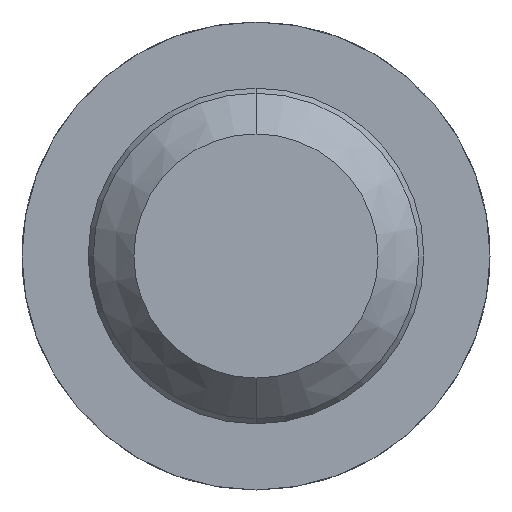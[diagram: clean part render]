
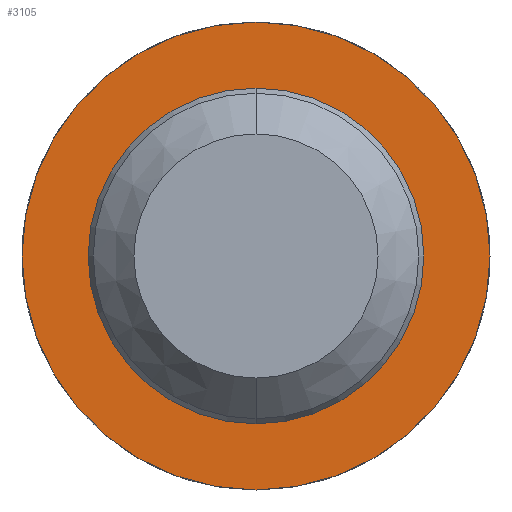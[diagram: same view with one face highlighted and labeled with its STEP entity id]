
A CAD part, front view. The second image highlights one B-rep face of the part: STEP entity #3105.
In plain terms, the highlighted planar face has unit normal (0, -1, 0).
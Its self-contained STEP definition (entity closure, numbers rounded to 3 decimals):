
#97 = CIRCLE ( 'NONE', #3395, 1.15 ) ;
#109 = FACE_BOUND ( 'NONE', #4221, .T. ) ;
#368 = CARTESIAN_POINT ( 'NONE',  ( 0., 11., 1.15 ) ) ;
#510 = CIRCLE ( 'NONE', #906, 0.825 ) ;
#523 = CARTESIAN_POINT ( 'NONE',  ( 0., 11., 0. ) ) ;
#727 = ORIENTED_EDGE ( 'NONE', *, *, #1948, .F. ) ;
#806 = VERTEX_POINT ( 'NONE', #1862 ) ;
#906 = AXIS2_PLACEMENT_3D ( 'NONE', #2952, #1012, #2975 ) ;
#1012 = DIRECTION ( 'NONE',  ( 0., -1., 0. ) ) ;
#1470 = EDGE_CURVE ( 'Defeature ausgef�hrt3_38+Defeature ausgef�hrt3_39+Defeature ausgef�hrt3_39+Defeature ausgef�hrt3_39', #806, #2811, #510, .T. ) ;
#1515 = EDGE_CURVE ( 'Defeature ausgef�hrt3_39+Defeature ausgef�hrt3_40+Defeature ausgef�hrt3_40+Defeature ausgef�hrt3_40', #2072, #3497, #2400, .T. ) ;
#1516 = DIRECTION ( 'NONE',  ( 0., -1., 0. ) ) ;
#1685 = EDGE_LOOP ( 'NONE', ( #4727, #2014 ) ) ;
#1690 = DIRECTION ( 'NONE',  ( 0., -1., 0. ) ) ;
#1862 = CARTESIAN_POINT ( 'NONE',  ( 0., 11., -0.825 ) ) ;
#1948 = EDGE_CURVE ( 'Defeature ausgef�hrt3_38+Defeature ausgef�hrt3_39+Defeature ausgef�hrt3_39+Defeature ausgef�hrt3_39', #2811, #806, #2520, .T. ) ;
#2014 = ORIENTED_EDGE ( 'NONE', *, *, #5157, .T. ) ;
#2072 = VERTEX_POINT ( 'NONE', #2617 ) ;
#2292 = AXIS2_PLACEMENT_3D ( 'NONE', #3943, #1516, #2337 ) ;
#2337 = DIRECTION ( 'NONE',  ( 0., 0., -1. ) ) ;
#2400 = CIRCLE ( 'NONE', #4978, 1.15 ) ;
#2520 = CIRCLE ( 'NONE', #3110, 0.825 ) ;
#2617 = CARTESIAN_POINT ( 'NONE',  ( 0., 11., -1.15 ) ) ;
#2811 = VERTEX_POINT ( 'NONE', #4617 ) ;
#2914 = DIRECTION ( 'NONE',  ( 0., 0., -1. ) ) ;
#2952 = CARTESIAN_POINT ( 'NONE',  ( 0., 11., 0. ) ) ;
#2975 = DIRECTION ( 'NONE',  ( 0., 0., -1. ) ) ;
#3105 = ADVANCED_FACE ( 'Defeature ausgef�hrt3_39', ( #5181, #109 ), #3975, .T. ) ;
#3110 = AXIS2_PLACEMENT_3D ( 'NONE', #4167, #1690, #2914 ) ;
#3395 = AXIS2_PLACEMENT_3D ( 'NONE', #523, #5017, #4626 ) ;
#3497 = VERTEX_POINT ( 'NONE', #368 ) ;
#3823 = DIRECTION ( 'NONE',  ( 0., 0., -1. ) ) ;
#3943 = CARTESIAN_POINT ( 'NONE',  ( 0.825, 11., 0. ) ) ;
#3975 = PLANE ( 'NONE',  #2292 ) ;
#4167 = CARTESIAN_POINT ( 'NONE',  ( 0., 11., 0. ) ) ;
#4194 = DIRECTION ( 'NONE',  ( 0., -1., 0. ) ) ;
#4209 = CARTESIAN_POINT ( 'NONE',  ( 0., 11., 0. ) ) ;
#4221 = EDGE_LOOP ( 'NONE', ( #5059, #727 ) ) ;
#4617 = CARTESIAN_POINT ( 'NONE',  ( 0., 11., 0.825 ) ) ;
#4626 = DIRECTION ( 'NONE',  ( 0., 0., -1. ) ) ;
#4727 = ORIENTED_EDGE ( 'NONE', *, *, #1515, .T. ) ;
#4978 = AXIS2_PLACEMENT_3D ( 'NONE', #4209, #4194, #3823 ) ;
#5017 = DIRECTION ( 'NONE',  ( 0., -1., 0. ) ) ;
#5059 = ORIENTED_EDGE ( 'NONE', *, *, #1470, .F. ) ;
#5157 = EDGE_CURVE ( 'Defeature ausgef�hrt3_39+Defeature ausgef�hrt3_40+Defeature ausgef�hrt3_40+Defeature ausgef�hrt3_40', #3497, #2072, #97, .T. ) ;
#5181 = FACE_OUTER_BOUND ( 'NONE', #1685, .T. ) ;
